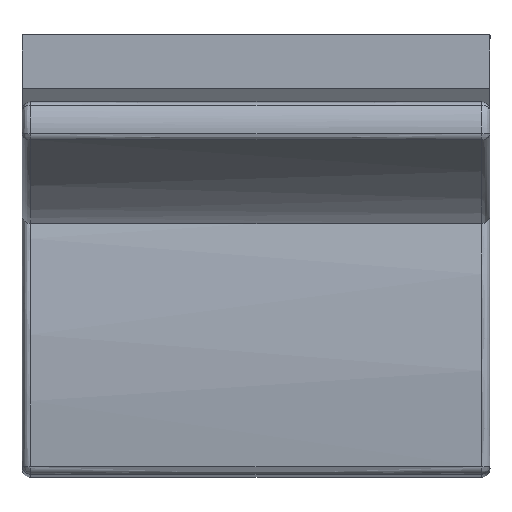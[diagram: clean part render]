
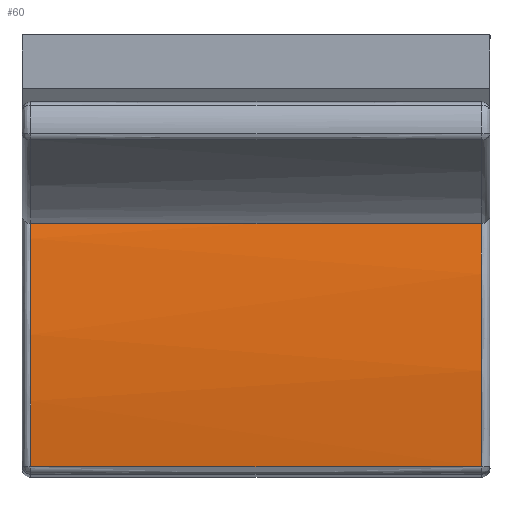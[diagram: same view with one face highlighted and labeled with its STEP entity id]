
A CAD part, top view. The second image highlights one B-rep face of the part: STEP entity #60.
In plain terms, the highlighted free-form (B-spline) face has degree [2, 1] with [3, 2] control points.
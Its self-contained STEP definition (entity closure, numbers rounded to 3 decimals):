
#60=ADVANCED_FACE($,(#138),#807,.T.);
#138=FACE_OUTER_BOUND($,#216,.T.);
#216=EDGE_LOOP($,(#297,#298,#299,#300));
#297=ORIENTED_EDGE($,*,*,#585,.T.);
#298=ORIENTED_EDGE($,*,*,#587,.T.);
#299=ORIENTED_EDGE($,*,*,#588,.T.);
#300=ORIENTED_EDGE($,*,*,#586,.F.);
#585=EDGE_CURVE($,#730,#731,#889,.T.);
#586=EDGE_CURVE($,#730,#732,#890,.T.);
#587=EDGE_CURVE($,#731,#733,#891,.T.);
#588=EDGE_CURVE($,#733,#732,#892,.T.);
#730=VERTEX_POINT($,#1736);
#731=VERTEX_POINT($,#1737);
#732=VERTEX_POINT($,#1738);
#733=VERTEX_POINT($,#1739);
#807=(
BOUNDED_SURFACE()
B_SPLINE_SURFACE(2,1,((#1336,#1337),(#1338,#1339),(#1340,#1341)),.UNSPECIFIED.,
.F.,.F.,.F.)
B_SPLINE_SURFACE_WITH_KNOTS((3,3),(2,2),(-1701.856,-960.17),
(20.,1060.),.UNSPECIFIED.)
GEOMETRIC_REPRESENTATION_ITEM()
RATIONAL_B_SPLINE_SURFACE(((0.999,0.999),(0.978,
0.978),(0.999,0.999)))
REPRESENTATION_ITEM($)
SURFACE()
);
#889=(
BOUNDED_CURVE()
B_SPLINE_CURVE(3,(#1129,#1130,#1131,#1132,#1133,#1134,#1135,#1136,#1137,
#1138,#1139),.UNSPECIFIED.,.F.,.F.)
B_SPLINE_CURVE_WITH_KNOTS((4,1,1,1,1,1,1,1,4),(13.347,94.168,
190.255,286.628,381.633,476.633,572.993,
669.059,756.824),.UNSPECIFIED.)
CURVE()
GEOMETRIC_REPRESENTATION_ITEM()
RATIONAL_B_SPLINE_CURVE((1.,1.,1.,1.,1.,1.,1.,1.,1.,1.,1.))
REPRESENTATION_ITEM($)
);
#890=(
BOUNDED_CURVE()
B_SPLINE_CURVE(3,(#1140,#1141,#1142,#1143),.UNSPECIFIED.,.F.,.F.)
B_SPLINE_CURVE_WITH_KNOTS((4,4),(20.,1060.),.UNSPECIFIED.)
CURVE()
GEOMETRIC_REPRESENTATION_ITEM()
RATIONAL_B_SPLINE_CURVE((1.,1.,1.,1.))
REPRESENTATION_ITEM($)
);
#891=(
BOUNDED_CURVE()
B_SPLINE_CURVE(3,(#1144,#1145,#1146,#1147),.UNSPECIFIED.,.F.,.F.)
B_SPLINE_CURVE_WITH_KNOTS((4,4),(20.,1060.),.UNSPECIFIED.)
CURVE()
GEOMETRIC_REPRESENTATION_ITEM()
RATIONAL_B_SPLINE_CURVE((1.,1.,1.,1.))
REPRESENTATION_ITEM($)
);
#892=(
BOUNDED_CURVE()
B_SPLINE_CURVE(3,(#1148,#1149,#1150,#1151,#1152,#1153,#1154,#1155,#1156,
#1157,#1158),.UNSPECIFIED.,.F.,.F.)
B_SPLINE_CURVE_WITH_KNOTS((4,1,1,1,1,1,1,1,4),(12.333,94.107,
190.15,286.495,381.491,476.5,572.886,
668.995,755.811),.UNSPECIFIED.)
CURVE()
GEOMETRIC_REPRESENTATION_ITEM()
RATIONAL_B_SPLINE_CURVE((1.,1.,1.,1.,1.,1.,1.,1.,1.,1.,1.))
REPRESENTATION_ITEM($)
);
#1129=CARTESIAN_POINT($,(9886.392,-11122.551,326.938));
#1130=CARTESIAN_POINT($,(9886.392,-11095.578,330.721));
#1131=CARTESIAN_POINT($,(9886.392,-11036.353,337.69));
#1132=CARTESIAN_POINT($,(9886.392,-10944.441,343.992));
#1133=CARTESIAN_POINT($,(9886.392,-10847.544,345.499));
#1134=CARTESIAN_POINT($,(9886.392,-10751.068,341.922));
#1135=CARTESIAN_POINT($,(9886.392,-10654.914,333.312));
#1136=CARTESIAN_POINT($,(9886.392,-10558.992,319.604));
#1137=CARTESIAN_POINT($,(9886.392,-10466.322,301.31));
#1138=CARTESIAN_POINT($,(9886.392,-10406.21,286.246));
#1139=CARTESIAN_POINT($,(9886.392,-10377.702,278.364));
#1140=CARTESIAN_POINT($,(9886.392,-11122.551,326.938));
#1141=CARTESIAN_POINT($,(9539.726,-11122.551,326.938));
#1142=CARTESIAN_POINT($,(9193.059,-11122.551,326.938));
#1143=CARTESIAN_POINT($,(8846.392,-11122.551,326.938));
#1144=CARTESIAN_POINT($,(9886.392,-10377.702,278.364));
#1145=CARTESIAN_POINT($,(9539.726,-10377.702,278.364));
#1146=CARTESIAN_POINT($,(9193.059,-10377.702,278.364));
#1147=CARTESIAN_POINT($,(8846.392,-10377.702,278.364));
#1148=CARTESIAN_POINT($,(8846.392,-10377.702,278.364));
#1149=CARTESIAN_POINT($,(8846.392,-10404.264,285.708));
#1150=CARTESIAN_POINT($,(8846.392,-10462.383,300.374));
#1151=CARTESIAN_POINT($,(8846.392,-10552.999,318.575));
#1152=CARTESIAN_POINT($,(8846.392,-10648.862,332.598));
#1153=CARTESIAN_POINT($,(8846.392,-10744.981,341.527));
#1154=CARTESIAN_POINT($,(8846.392,-10841.449,345.424));
#1155=CARTESIAN_POINT($,(8846.392,-10938.364,344.238));
#1156=CARTESIAN_POINT($,(8846.392,-11032.325,338.106));
#1157=CARTESIAN_POINT($,(8846.392,-11093.577,331.002));
#1158=CARTESIAN_POINT($,(8846.392,-11122.551,326.938));
#1336=CARTESIAN_POINT($,(8846.392,-10377.702,278.364));
#1337=CARTESIAN_POINT($,(9886.392,-10377.702,278.364));
#1338=CARTESIAN_POINT($,(8846.392,-10744.955,379.903));
#1339=CARTESIAN_POINT($,(9886.392,-10744.955,379.903));
#1340=CARTESIAN_POINT($,(8846.392,-11122.551,326.938));
#1341=CARTESIAN_POINT($,(9886.392,-11122.551,326.938));
#1736=CARTESIAN_POINT($,(9886.392,-11122.551,326.938));
#1737=CARTESIAN_POINT($,(9886.392,-10377.702,278.364));
#1738=CARTESIAN_POINT($,(8846.392,-11122.551,326.938));
#1739=CARTESIAN_POINT($,(8846.392,-10377.702,278.364));
